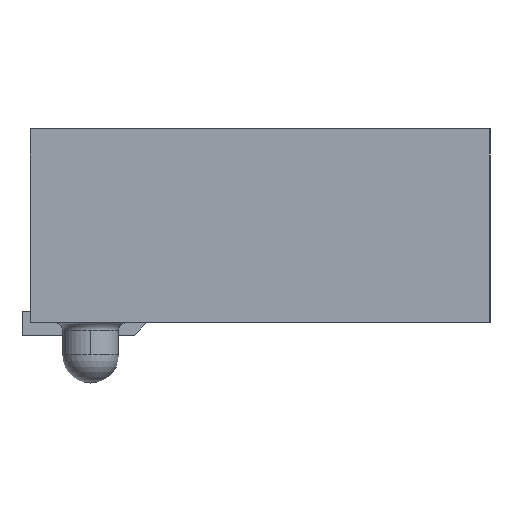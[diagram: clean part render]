
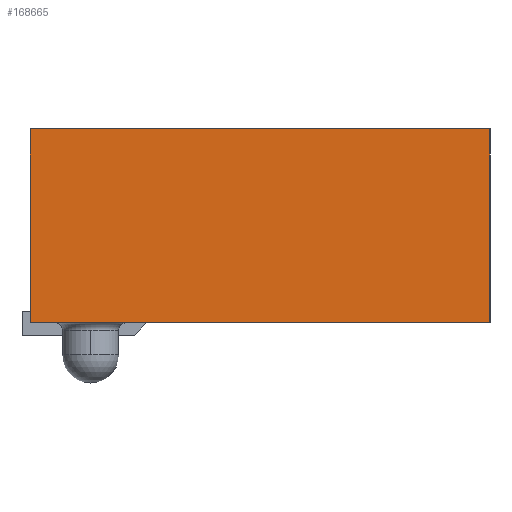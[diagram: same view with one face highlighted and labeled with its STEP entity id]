
A CAD part, left-side view. The second image highlights one B-rep face of the part: STEP entity #168665.
In plain terms, the highlighted planar face has unit normal (-1, 0, 0).
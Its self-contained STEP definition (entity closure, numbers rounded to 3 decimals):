
#20405 = PLANE('',#20406);
#20406 = AXIS2_PLACEMENT_3D('',#20407,#20408,#20409);
#20407 = CARTESIAN_POINT('',(-18.138,-3.62,0.206));
#20408 = DIRECTION('',(0.,0.,1.));
#20409 = DIRECTION('',(0.,-1.,0.));
#20461 = PLANE('',#20462);
#20462 = AXIS2_PLACEMENT_3D('',#20463,#20464,#20465);
#20463 = CARTESIAN_POINT('',(-18.138,3.62,3.254));
#20464 = DIRECTION('',(0.,-1.,0.));
#20465 = DIRECTION('',(1.,0.,0.));
#106310 = EDGE_CURVE('',#106311,#106313,#106315,.T.);
#106311 = VERTEX_POINT('',#106312);
#106312 = CARTESIAN_POINT('',(-18.138,2.667,0.206));
#106313 = VERTEX_POINT('',#106314);
#106314 = CARTESIAN_POINT('',(-18.138,3.62,0.206));
#106315 = SURFACE_CURVE('',#106316,(#106320,#106327),.PCURVE_S1.);
#106316 = LINE('',#106317,#106318);
#106317 = CARTESIAN_POINT('',(-18.138,-3.62,0.206));
#106318 = VECTOR('',#106319,1.);
#106319 = DIRECTION('',(0.,1.,0.));
#106320 = PCURVE('',#20405,#106321);
#106321 = DEFINITIONAL_REPRESENTATION('',(#106322),#106326);
#106322 = LINE('',#106323,#106324);
#106323 = CARTESIAN_POINT('',(0.,0.));
#106324 = VECTOR('',#106325,1.);
#106325 = DIRECTION('',(-1.,0.));
#106326 = ( GEOMETRIC_REPRESENTATION_CONTEXT(2) 
PARAMETRIC_REPRESENTATION_CONTEXT() REPRESENTATION_CONTEXT('2D SPACE',''
  ) );
#106327 = PCURVE('',#106328,#106333);
#106328 = PLANE('',#106329);
#106329 = AXIS2_PLACEMENT_3D('',#106330,#106331,#106332);
#106330 = CARTESIAN_POINT('',(-18.138,-3.62,0.206));
#106331 = DIRECTION('',(-1.,0.,0.));
#106332 = DIRECTION('',(0.,-1.,0.));
#106333 = DEFINITIONAL_REPRESENTATION('',(#106334),#106338);
#106334 = LINE('',#106335,#106336);
#106335 = CARTESIAN_POINT('',(0.,0.));
#106336 = VECTOR('',#106337,1.);
#106337 = DIRECTION('',(-1.,0.));
#106338 = ( GEOMETRIC_REPRESENTATION_CONTEXT(2) 
PARAMETRIC_REPRESENTATION_CONTEXT() REPRESENTATION_CONTEXT('2D SPACE',''
  ) );
#106340 = EDGE_CURVE('',#106341,#106311,#106343,.T.);
#106341 = VERTEX_POINT('',#106342);
#106342 = CARTESIAN_POINT('',(-18.138,-3.62,0.206));
#106343 = SURFACE_CURVE('',#106344,(#106348,#106355),.PCURVE_S1.);
#106344 = LINE('',#106345,#106346);
#106345 = CARTESIAN_POINT('',(-18.138,-3.62,0.206));
#106346 = VECTOR('',#106347,1.);
#106347 = DIRECTION('',(0.,1.,0.));
#106348 = PCURVE('',#20405,#106349);
#106349 = DEFINITIONAL_REPRESENTATION('',(#106350),#106354);
#106350 = LINE('',#106351,#106352);
#106351 = CARTESIAN_POINT('',(0.,0.));
#106352 = VECTOR('',#106353,1.);
#106353 = DIRECTION('',(-1.,0.));
#106354 = ( GEOMETRIC_REPRESENTATION_CONTEXT(2) 
PARAMETRIC_REPRESENTATION_CONTEXT() REPRESENTATION_CONTEXT('2D SPACE',''
  ) );
#106355 = PCURVE('',#106328,#106356);
#106356 = DEFINITIONAL_REPRESENTATION('',(#106357),#106361);
#106357 = LINE('',#106358,#106359);
#106358 = CARTESIAN_POINT('',(0.,0.));
#106359 = VECTOR('',#106360,1.);
#106360 = DIRECTION('',(-1.,0.));
#106361 = ( GEOMETRIC_REPRESENTATION_CONTEXT(2) 
PARAMETRIC_REPRESENTATION_CONTEXT() REPRESENTATION_CONTEXT('2D SPACE',''
  ) );
#106379 = PLANE('',#106380);
#106380 = AXIS2_PLACEMENT_3D('',#106381,#106382,#106383);
#106381 = CARTESIAN_POINT('',(-18.138,-3.62,3.254));
#106382 = DIRECTION('',(0.,-1.,0.));
#106383 = DIRECTION('',(1.,0.,0.));
#116978 = VERTEX_POINT('',#116979);
#116979 = CARTESIAN_POINT('',(-18.138,3.62,3.254));
#116993 = PLANE('',#116994);
#116994 = AXIS2_PLACEMENT_3D('',#116995,#116996,#116997);
#116995 = CARTESIAN_POINT('',(18.138,-3.62,3.254));
#116996 = DIRECTION('',(0.,0.,-1.));
#116997 = DIRECTION('',(0.,1.,0.));
#117005 = EDGE_CURVE('',#106313,#116978,#117006,.T.);
#117006 = SURFACE_CURVE('',#117007,(#117011,#117018),.PCURVE_S1.);
#117007 = LINE('',#117008,#117009);
#117008 = CARTESIAN_POINT('',(-18.138,3.62,0.206));
#117009 = VECTOR('',#117010,1.);
#117010 = DIRECTION('',(0.,0.,1.));
#117011 = PCURVE('',#20461,#117012);
#117012 = DEFINITIONAL_REPRESENTATION('',(#117013),#117017);
#117013 = LINE('',#117014,#117015);
#117014 = CARTESIAN_POINT('',(0.,-3.048));
#117015 = VECTOR('',#117016,1.);
#117016 = DIRECTION('',(0.,1.));
#117017 = ( GEOMETRIC_REPRESENTATION_CONTEXT(2) 
PARAMETRIC_REPRESENTATION_CONTEXT() REPRESENTATION_CONTEXT('2D SPACE',''
  ) );
#117018 = PCURVE('',#106328,#117019);
#117019 = DEFINITIONAL_REPRESENTATION('',(#117020),#117024);
#117020 = LINE('',#117021,#117022);
#117021 = CARTESIAN_POINT('',(-7.239,0.));
#117022 = VECTOR('',#117023,1.);
#117023 = DIRECTION('',(0.,1.));
#117024 = ( GEOMETRIC_REPRESENTATION_CONTEXT(2) 
PARAMETRIC_REPRESENTATION_CONTEXT() REPRESENTATION_CONTEXT('2D SPACE',''
  ) );
#168665 = ADVANCED_FACE('',(#168666),#106328,.T.);
#168666 = FACE_BOUND('',#168667,.T.);
#168667 = EDGE_LOOP('',(#168668,#168669,#168670,#168671,#168694));
#168668 = ORIENTED_EDGE('',*,*,#117005,.F.);
#168669 = ORIENTED_EDGE('',*,*,#106310,.F.);
#168670 = ORIENTED_EDGE('',*,*,#106340,.F.);
#168671 = ORIENTED_EDGE('',*,*,#168672,.T.);
#168672 = EDGE_CURVE('',#106341,#168673,#168675,.T.);
#168673 = VERTEX_POINT('',#168674);
#168674 = CARTESIAN_POINT('',(-18.138,-3.62,3.254));
#168675 = SURFACE_CURVE('',#168676,(#168680,#168687),.PCURVE_S1.);
#168676 = LINE('',#168677,#168678);
#168677 = CARTESIAN_POINT('',(-18.138,-3.62,0.206));
#168678 = VECTOR('',#168679,1.);
#168679 = DIRECTION('',(0.,0.,1.));
#168680 = PCURVE('',#106328,#168681);
#168681 = DEFINITIONAL_REPRESENTATION('',(#168682),#168686);
#168682 = LINE('',#168683,#168684);
#168683 = CARTESIAN_POINT('',(0.,0.));
#168684 = VECTOR('',#168685,1.);
#168685 = DIRECTION('',(0.,1.));
#168686 = ( GEOMETRIC_REPRESENTATION_CONTEXT(2) 
PARAMETRIC_REPRESENTATION_CONTEXT() REPRESENTATION_CONTEXT('2D SPACE',''
  ) );
#168687 = PCURVE('',#106379,#168688);
#168688 = DEFINITIONAL_REPRESENTATION('',(#168689),#168693);
#168689 = LINE('',#168690,#168691);
#168690 = CARTESIAN_POINT('',(0.,-3.048));
#168691 = VECTOR('',#168692,1.);
#168692 = DIRECTION('',(0.,1.));
#168693 = ( GEOMETRIC_REPRESENTATION_CONTEXT(2) 
PARAMETRIC_REPRESENTATION_CONTEXT() REPRESENTATION_CONTEXT('2D SPACE',''
  ) );
#168694 = ORIENTED_EDGE('',*,*,#168695,.T.);
#168695 = EDGE_CURVE('',#168673,#116978,#168696,.T.);
#168696 = SURFACE_CURVE('',#168697,(#168701,#168708),.PCURVE_S1.);
#168697 = LINE('',#168698,#168699);
#168698 = CARTESIAN_POINT('',(-18.138,-3.62,3.254));
#168699 = VECTOR('',#168700,1.);
#168700 = DIRECTION('',(0.,1.,0.));
#168701 = PCURVE('',#106328,#168702);
#168702 = DEFINITIONAL_REPRESENTATION('',(#168703),#168707);
#168703 = LINE('',#168704,#168705);
#168704 = CARTESIAN_POINT('',(0.,3.048));
#168705 = VECTOR('',#168706,1.);
#168706 = DIRECTION('',(-1.,0.));
#168707 = ( GEOMETRIC_REPRESENTATION_CONTEXT(2) 
PARAMETRIC_REPRESENTATION_CONTEXT() REPRESENTATION_CONTEXT('2D SPACE',''
  ) );
#168708 = PCURVE('',#116993,#168709);
#168709 = DEFINITIONAL_REPRESENTATION('',(#168710),#168714);
#168710 = LINE('',#168711,#168712);
#168711 = CARTESIAN_POINT('',(0.,-36.276));
#168712 = VECTOR('',#168713,1.);
#168713 = DIRECTION('',(1.,0.));
#168714 = ( GEOMETRIC_REPRESENTATION_CONTEXT(2) 
PARAMETRIC_REPRESENTATION_CONTEXT() REPRESENTATION_CONTEXT('2D SPACE',''
  ) );
